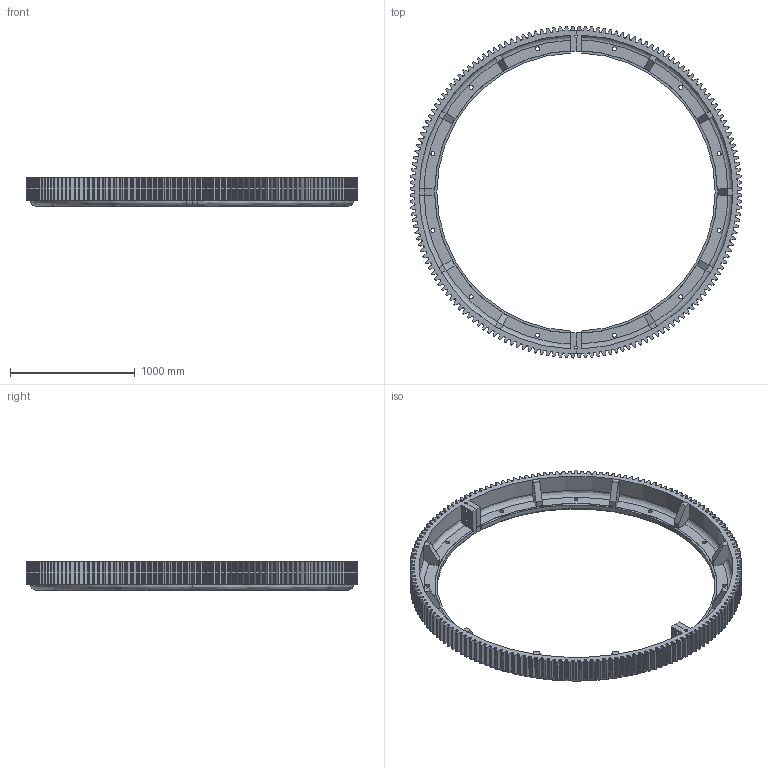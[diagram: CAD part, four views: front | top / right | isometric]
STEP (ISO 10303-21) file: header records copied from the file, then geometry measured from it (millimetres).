
FILE_DESCRIPTION (( 'STEP AP203' ), '1' );
FILE_NAME ('F0782-COURONNE-RING GEAR.STEP', '2020-10-13T12:10:59', ( '' ), ( '' ), 'SwSTEP 2.0', 'SolidWorks 2013', '' );
FILE_SCHEMA (( 'CONFIG_CONTROL_DESIGN' ));
Length unit declared in the file: millimetre
Products named in the file (2): F0782-DEMI COURONNE-HALF RING GEAR; F0782-COURONNE-RING GEAR
Assembly tree (2 placements, depth 2):
  F0782-COURONNE-RING GEAR
    F0782-DEMI COURONNE-HALF RING GEAR  x2
Bounding box: 2655.75 x 2655.75 x 228 mm (x, y, z)
Volume: 152371335.7 mm3; surface area: 8762573.9 mm2
Topology: 2 solids, 2 shells, 1172 faces, 3458 edges, 2300 vertices
Faces by surface type: cylinder 890, plane 274, bspline 8
Entity records: 21113 total; most frequent: CARTESIAN_POINT 4196, DIRECTION 3943, ORIENTED_EDGE 3458, EDGE_CURVE 1729, AXIS2_PLACEMENT_3D 1641, VERTEX_POINT 1150, CIRCLE 1054, LINE 661
